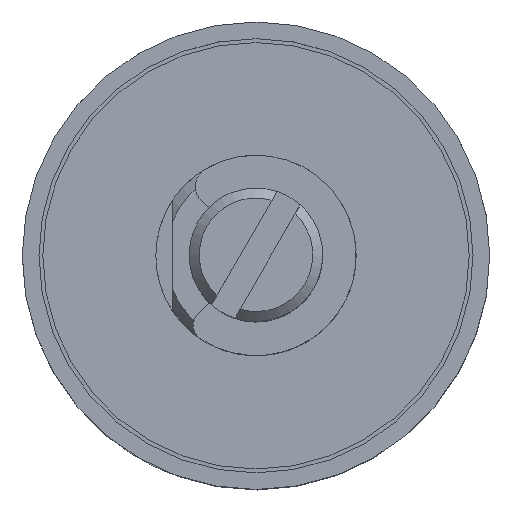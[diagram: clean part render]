
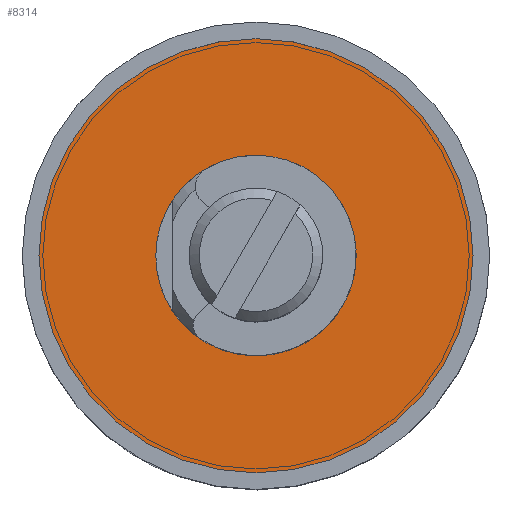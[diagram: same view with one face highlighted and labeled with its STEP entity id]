
A CAD part, top view. The second image highlights one B-rep face of the part: STEP entity #8314.
In plain terms, the highlighted planar face has unit normal (0, 0, 1).
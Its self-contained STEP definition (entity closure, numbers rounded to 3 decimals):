
#61 = ORIENTED_EDGE ( 'NONE', *, *, #1250, .T. ) ;
#219 = AXIS2_PLACEMENT_3D ( 'NONE', #357, #8074, #3870 ) ;
#357 = CARTESIAN_POINT ( 'NONE',  ( 0., 0., 0.5 ) ) ;
#534 = EDGE_LOOP ( 'NONE', ( #7774 ) ) ;
#891 = CARTESIAN_POINT ( 'NONE',  ( -3., 0., 0.5 ) ) ;
#903 = AXIS2_PLACEMENT_3D ( 'NONE', #4961, #3552, #8489 ) ;
#913 = VERTEX_POINT ( 'NONE', #1065 ) ;
#1065 = CARTESIAN_POINT ( 'NONE',  ( 6.5, 0., 0.5 ) ) ;
#1250 = EDGE_CURVE ( 'NONE', #6757, #6757, #4351, .T. ) ;
#1781 = DIRECTION ( 'NONE',  ( -1., 0., 0. ) ) ;
#3443 = EDGE_CURVE ( 'NONE', #913, #913, #4113, .T. ) ;
#3552 = DIRECTION ( 'NONE',  ( 0., 0., 1. ) ) ;
#3870 = DIRECTION ( 'NONE',  ( 1., 0., 0. ) ) ;
#4105 = AXIS2_PLACEMENT_3D ( 'NONE', #5340, #8849, #1781 ) ;
#4113 = CIRCLE ( 'NONE', #219, 6.5 ) ;
#4351 = CIRCLE ( 'NONE', #4105, 3. ) ;
#4961 = CARTESIAN_POINT ( 'NONE',  ( 3., 0., 0.5 ) ) ;
#5340 = CARTESIAN_POINT ( 'NONE',  ( 0., 0., 0.5 ) ) ;
#6414 = PLANE ( 'NONE',  #903 ) ;
#6757 = VERTEX_POINT ( 'NONE', #891 ) ;
#7298 = FACE_OUTER_BOUND ( 'NONE', #534, .T. ) ;
#7704 = FACE_BOUND ( 'NONE', #8430, .T. ) ;
#7774 = ORIENTED_EDGE ( 'NONE', *, *, #3443, .T. ) ;
#8074 = DIRECTION ( 'NONE',  ( 0., 0., 1. ) ) ;
#8314 = ADVANCED_FACE ( 'NONE', ( #7704, #7298 ), #6414, .T. ) ;
#8430 = EDGE_LOOP ( 'NONE', ( #61 ) ) ;
#8489 = DIRECTION ( 'NONE',  ( 1., 0., 0. ) ) ;
#8849 = DIRECTION ( 'NONE',  ( 0., 0., -1. ) ) ;
